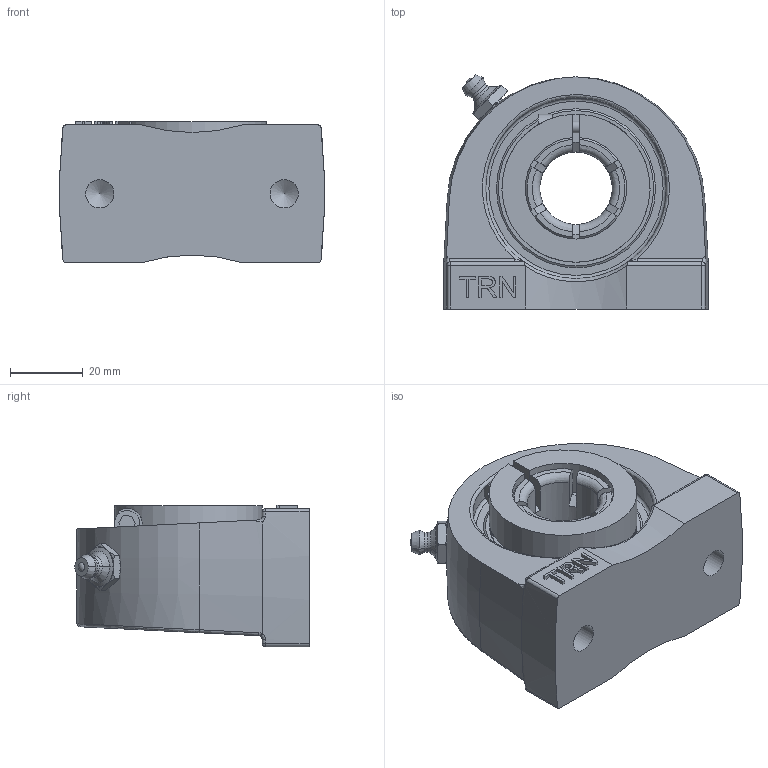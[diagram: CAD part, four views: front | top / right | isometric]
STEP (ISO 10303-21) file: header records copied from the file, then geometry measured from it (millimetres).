
FILE_DESCRIPTION(/* description */ ('Alibre Inc.'),/* implementation_level */ '2;1');
FILE_NAME(/* name */ 'export0',/* time_stamp */ '2015-11-20T12:02:51-08:00',/* author */ (''),/* organization */ (''),/* preprocessor_version */ 'ST-DEVELOPER v12',/* originating_system */ 'Alibre',/* authorisation */ '');
FILE_SCHEMA (('AUTOMOTIVE_DESIGN'));
Products named in the file (8): 3
Bounding box: 72.85 x 64.6 x 39 mm (x, y, z)
Volume: 96254.7 mm3; surface area: 36413.8 mm2
Topology: 8 solids, 8 shells, 300 faces, 767 edges, 483 vertices
Faces by surface type: plane 104, cylinder 67, cone 52, bspline 38, torus 27, sphere 12
Full cylindrical faces by diameter (mm): 1.471 x2, 3.242 x2, 4 x1, 6 x2, 7 x1, 7.798 x2, 20 x1, 32 x4, 32.508 x2, 40 x2, 40.792 x2, 49.784 x2
Entity records: 12401 total; most frequent: CARTESIAN_POINT 6166, ORIENTED_EDGE 1376, DIRECTION 995, EDGE_CURVE 688, VERTEX_POINT 455, AXIS2_PLACEMENT_3D 421, FACE_BOUND 357, EDGE_LOOP 355
